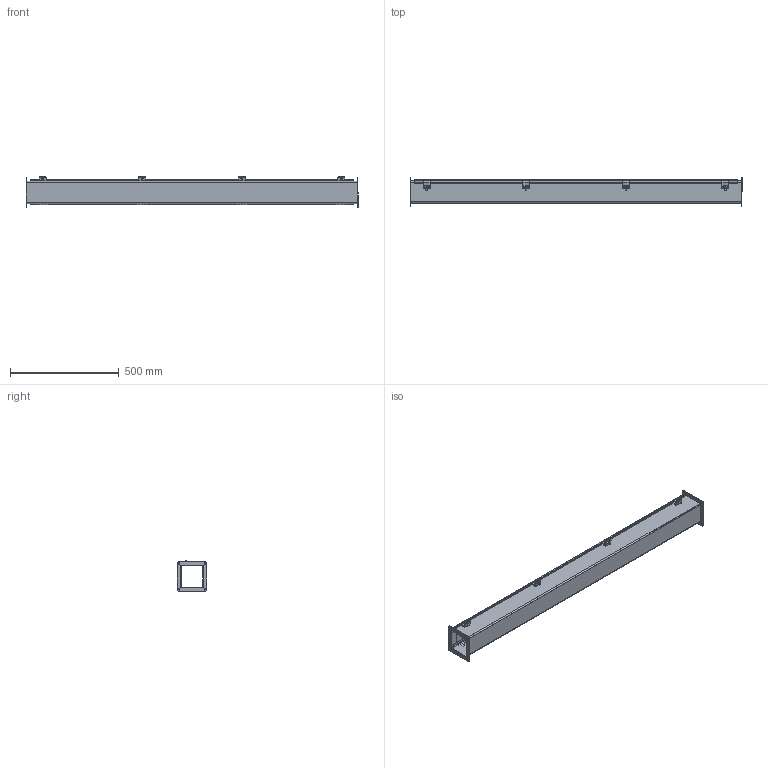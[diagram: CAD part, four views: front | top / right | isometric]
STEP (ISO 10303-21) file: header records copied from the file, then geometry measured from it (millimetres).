
FILE_DESCRIPTION((''),'2;1');
FILE_NAME('SSJW45.stp','2013-01-02T08:02:49',('kadelman'),(''),'Autodesk Inventor 2012','Autodesk Inventor 2012','');
FILE_SCHEMA(('AUTOMOTIVE_DESIGN { 1 0 10303 214 1 1 1 1 }'));
Length unit declared in the file: inch
Products named in the file (12): SSJW-assm; SSJW45BTB; SSJW4SPC; SSJW45LID; H6050527; H6050527T; H6050527L; H6050527P; SSJW4RINGP; C2002; 372135; C2001
Assembly tree (25 placements, depth 3):
  SSJW-assm
    SSJW45BTB
    SSJW4SPC  x2
    SSJW45LID
    H6050527  x4
      H6050527T
      H6050527L
      H6050527P
    SSJW4RINGP  x2
    C2002  x4
    372135  x4
    C2001  x4
Bounding box: 1524 x 136.53 x 140.63 mm (x, y, z)
Volume: 1396675.3 mm3; surface area: 1487877.1 mm2
Topology: 30 solids, 30 shells, 530 faces, 1326 edges, 876 vertices
Faces by surface type: plane 336, cylinder 162, torus 16, cone 8, sphere 8
Full cylindrical faces by diameter (mm): 2.794 x16, 3.048 x4, 3.302 x16, 4.978 x4, 6.35 x4, 7.144 x8, 7.95 x8, 8.738 x4, 10.402 x4
Entity records: 6592 total; most frequent: DIRECTION 1093, CARTESIAN_POINT 1065, ORIENTED_EDGE 978, EDGE_CURVE 489, AXIS2_PLACEMENT_3D 368, VECTOR 357, LINE 357, VERTEX_POINT 340
